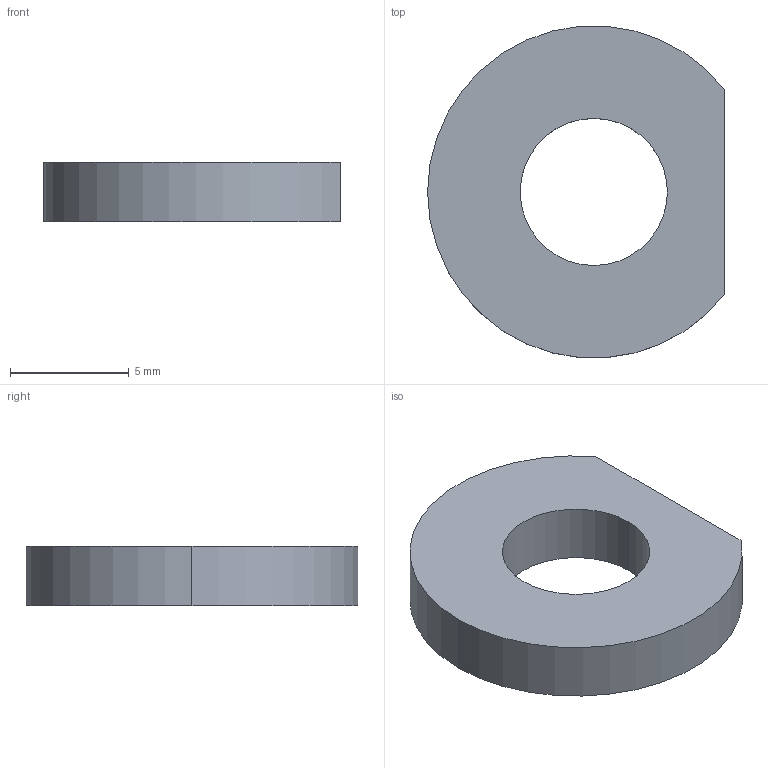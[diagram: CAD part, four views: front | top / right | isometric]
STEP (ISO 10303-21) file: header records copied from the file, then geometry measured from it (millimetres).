
FILE_DESCRIPTION(('CATIA V5 STEP Exchange'),'2;1');
FILE_NAME('Rondelle speciale D14-6-2.5.stp','2019-01-26T11:24:06+00:00',('none'),('none'),'CATIA Version 5 Release 21 GA (IN-10)','CATIA V5 STEP AP203','none');
FILE_SCHEMA(('CONFIG_CONTROL_DESIGN'));
Length unit declared in the file: millimetre
Products named in the file (1): Rondelle speciale D14-6-2.5
Bounding box: 12.5 x 13.96 x 2.5 mm (x, y, z)
Volume: 287.2 mm3; surface area: 386.7 mm2
Topology: 1 solids, 1 shells, 8 faces, 18 edges, 12 vertices
Faces by surface type: plane 4, cylinder 4
Entity records: 253 total; most frequent: CARTESIAN_POINT 36, ORIENTED_EDGE 36, DIRECTION 28, EDGE_CURVE 18, AXIS2_PLACEMENT_3D 14, VERTEX_POINT 12, VECTOR 10, EDGE_LOOP 10
